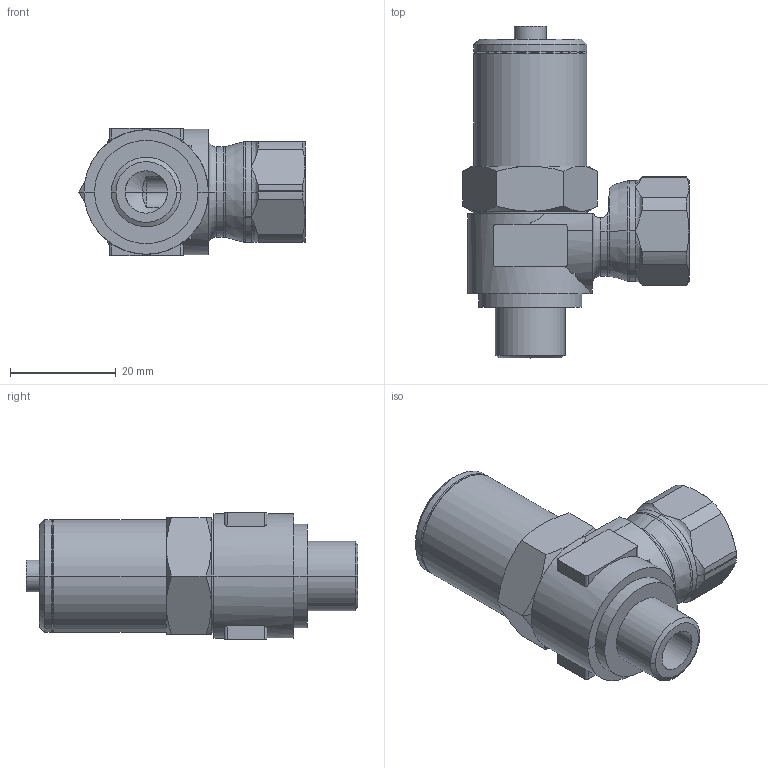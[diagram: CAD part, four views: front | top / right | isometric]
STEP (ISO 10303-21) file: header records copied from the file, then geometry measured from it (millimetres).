
FILE_DESCRIPTION(('STEP AP214'),'1');
FILE_NAME('7861_13_13.stp','2016-07-07T14:53:36',('TraceParts'),('TraceParts S.A.'),'Spatial InterOp 3D',' ',' ');
FILE_SCHEMA(('automotive_design'));
Length unit declared in the file: millimetre
Products named in the file (1): 1
Bounding box: 42.7 x 62.69 x 24 mm (x, y, z)
Volume: 23700.5 mm3; surface area: 7688.2 mm2
Topology: 1 solids, 1 shells, 145 faces, 375 edges, 238 vertices
Faces by surface type: cylinder 51, plane 41, cone 38, torus 15
Entity records: 5450 total; most frequent: CARTESIAN_POINT 1996, ORIENTED_EDGE 750, DIRECTION 720, EDGE_CURVE 375, AXIS2_PLACEMENT_3D 301, VERTEX_POINT 238, CIRCLE 155, EDGE_LOOP 153
